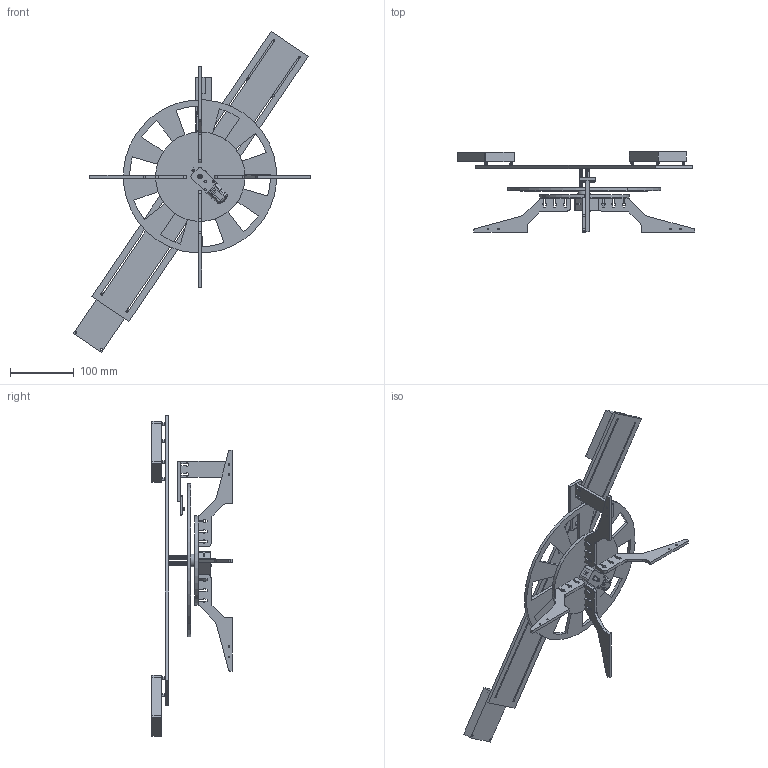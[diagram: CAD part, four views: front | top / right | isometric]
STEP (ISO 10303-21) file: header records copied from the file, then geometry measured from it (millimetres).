
FILE_DESCRIPTION (( 'STEP AP203' ), '1' );
FILE_NAME ('蚾离.STEP', '2019-06-20T15:41:38', ( '' ), ( '' ), 'SwSTEP 2.0', 'SolidWorks 2017', '' );
FILE_SCHEMA (( 'CONFIG_CONTROL_DESIGN' ));
Length unit declared in the file: millimetre
Products named in the file (14): 湮埴攫; 菁釱盓殤; 傻蹟翐; 饜笭輸; TT Motor; 閉苤埴攫; 嫖鏗殤2; 苤埴攫; 嫖鏗; 嫖鏗殤1; 蚾离; 翋啣尨砩; 酗蹟翐; 覦僅喜
Assembly tree (25 placements, depth 2):
  蚾离
    菁釱盓殤  x4
    苤埴攫
    TT Motor
    閉苤埴攫  x2
    湮埴攫
    嫖鏗殤1
    嫖鏗殤2
    嫖鏗
    酗蹟翐  x4
    覦僅喜
    傻蹟翐  x6
    饜笭輸
    翋啣尨砩
Bounding box: 371.35 x 125.43 x 501.93 mm (x, y, z)
Volume: 571458.3 mm3; surface area: 264126.3 mm2
Topology: 24 solids, 33 shells, 791 faces, 2049 edges, 1346 vertices
Faces by surface type: plane 444, cylinder 334, bspline 5, torus 4, sphere 4
Entity records: 17374 total; most frequent: CARTESIAN_POINT 2965, DIRECTION 2716, ORIENTED_EDGE 2518, EDGE_CURVE 1265, AXIS2_PLACEMENT_3D 965, VERTEX_POINT 832, LINE 786, VECTOR 786
